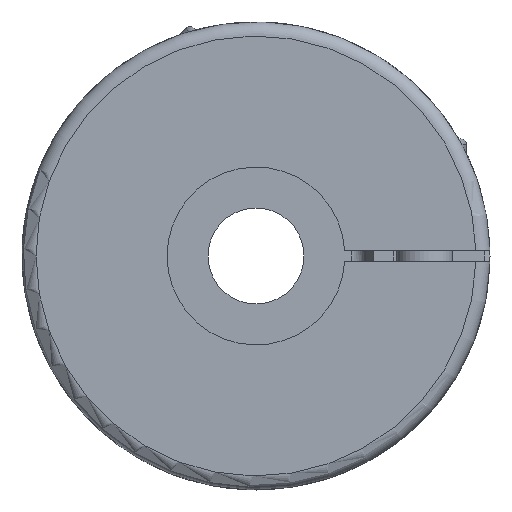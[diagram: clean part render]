
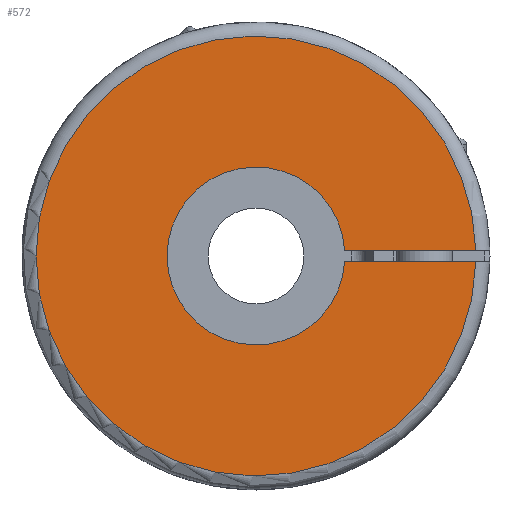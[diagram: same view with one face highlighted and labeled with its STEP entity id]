
A CAD part, left-side view. The second image highlights one B-rep face of the part: STEP entity #572.
In plain terms, the highlighted planar face has unit normal (-1, 0, 0).
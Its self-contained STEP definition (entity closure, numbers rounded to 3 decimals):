
#572 = ADVANCED_FACE( '', ( #1232 ), #1233, .T. );
#1232 = FACE_OUTER_BOUND( '', #1931, .T. );
#1233 = PLANE( '', #1932 );
#1931 = EDGE_LOOP( '', ( #3650, #3651, #3652, #3653 ) );
#1932 = AXIS2_PLACEMENT_3D( '', #3654, #3655, #3656 );
#3650 = ORIENTED_EDGE( '', *, *, #4700, .T. );
#3651 = ORIENTED_EDGE( '', *, *, #4141, .T. );
#3652 = ORIENTED_EDGE( '', *, *, #4477, .T. );
#3653 = ORIENTED_EDGE( '', *, *, #4091, .T. );
#3654 = CARTESIAN_POINT( '', ( 0., 0., 10. ) );
#3655 = DIRECTION( '', ( -1., 0., 0. ) );
#3656 = DIRECTION( '', ( 0., 0., 1. ) );
#4091 = EDGE_CURVE( '', #4918, #4916, #4919, .T. );
#4141 = EDGE_CURVE( '', #5003, #5004, #5005, .T. );
#4477 = EDGE_CURVE( '', #5004, #4918, #5541, .T. );
#4700 = EDGE_CURVE( '', #4916, #5003, #5818, .F. );
#4916 = VERTEX_POINT( '', #6174 );
#4918 = VERTEX_POINT( '', #6177 );
#4919 = LINE( '', #6178, #6179 );
#5003 = VERTEX_POINT( '', #6329 );
#5004 = VERTEX_POINT( '', #6330 );
#5005 = LINE( '', #6331, #6332 );
#5541 = CIRCLE( '', #7444, 47. );
#5818 = CIRCLE( '', #7846, 19. );
#6174 = CARTESIAN_POINT( '', ( 0., -18.962, -1.2 ) );
#6177 = CARTESIAN_POINT( '', ( 0., -46.985, -1.2 ) );
#6178 = CARTESIAN_POINT( '', ( 0., 0., -1.2 ) );
#6179 = VECTOR( '', #8054, 1000. );
#6329 = CARTESIAN_POINT( '', ( 0., -18.962, 1.2 ) );
#6330 = CARTESIAN_POINT( '', ( 0., -46.985, 1.2 ) );
#6331 = CARTESIAN_POINT( '', ( 0., 0., 1.2 ) );
#6332 = VECTOR( '', #8109, 1000. );
#7444 = AXIS2_PLACEMENT_3D( '', #8579, #8580, #8581 );
#7846 = AXIS2_PLACEMENT_3D( '', #8839, #8840, #8841 );
#8054 = DIRECTION( '', ( 0., 1., 0. ) );
#8109 = DIRECTION( '', ( 0., -1., 0. ) );
#8579 = CARTESIAN_POINT( '', ( 0., 0., 0. ) );
#8580 = DIRECTION( '', ( -1., 0., 0. ) );
#8581 = DIRECTION( '', ( 0., 0., 1. ) );
#8839 = CARTESIAN_POINT( '', ( 0., 0., 0. ) );
#8840 = DIRECTION( '', ( -1., 0., 0. ) );
#8841 = DIRECTION( '', ( 0., 0., 1. ) );
